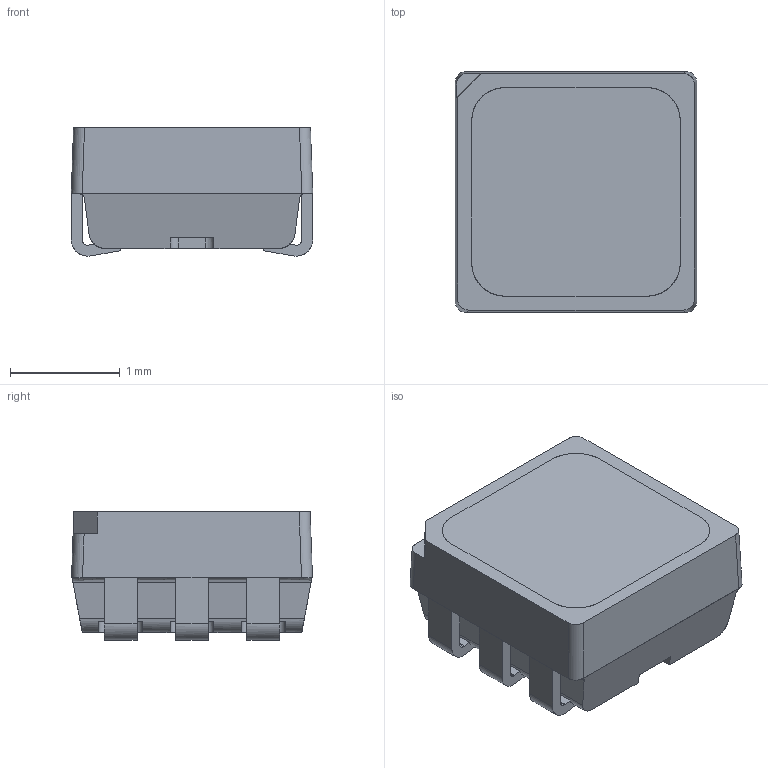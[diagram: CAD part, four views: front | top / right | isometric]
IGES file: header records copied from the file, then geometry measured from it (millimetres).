
Start section: C
Global section: file name: 1312120920437.igs; native system: By Siemens PLM Incorporated; preprocessor: XPlus GENERIC/IGES 24.0.124; author: Author; organization: Title; date: 20220324.162028; units: millimetre
Bounding box: 2.2 x 2.2 x 1.17 mm (x, y, z)
Surface area: 36.2 mm2 (no closed solid volume)
Topology: 0 solids, 0 shells, 229 faces, 1206 edges, 1205 vertices
Faces by surface type: bspline 229
